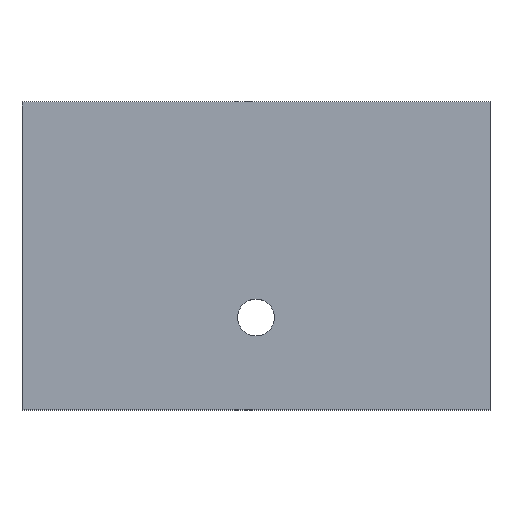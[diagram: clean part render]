
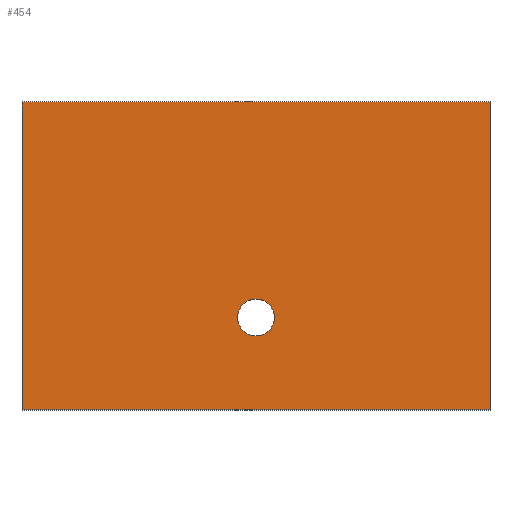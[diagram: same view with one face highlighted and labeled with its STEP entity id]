
A CAD part, top view. The second image highlights one B-rep face of the part: STEP entity #454.
In plain terms, the highlighted planar face has unit normal (0, 0, 1).
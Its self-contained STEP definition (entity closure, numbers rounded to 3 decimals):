
#6 = VERTEX_POINT ( 'NONE', #926 ) ;
#27 = LINE ( 'NONE', #946, #950 ) ;
#74 = VECTOR ( 'NONE', #779, 1000. ) ;
#77 = CARTESIAN_POINT ( 'NONE',  ( -3., -10., 12. ) ) ;
#120 = EDGE_CURVE ( 'NONE', #674, #833, #861, .T. ) ;
#124 = ORIENTED_EDGE ( 'NONE', *, *, #128, .T. ) ;
#127 = VECTOR ( 'NONE', #280, 1000. ) ;
#128 = EDGE_CURVE ( 'NONE', #6, #674, #284, .T. ) ;
#168 = FACE_BOUND ( 'NONE', #863, .T. ) ;
#215 = CARTESIAN_POINT ( 'NONE',  ( -38., 25., 12. ) ) ;
#237 = DIRECTION ( 'NONE',  ( 0., 0., -1. ) ) ;
#255 = DIRECTION ( 'NONE',  ( -1., 0., 0. ) ) ;
#270 = LINE ( 'NONE', #287, #1061 ) ;
#280 = DIRECTION ( 'NONE',  ( 0., -1., 0. ) ) ;
#284 = LINE ( 'NONE', #215, #74 ) ;
#287 = CARTESIAN_POINT ( 'NONE',  ( -38., -25., 12. ) ) ;
#298 = VERTEX_POINT ( 'NONE', #77 ) ;
#302 = DIRECTION ( 'NONE',  ( -1., 0., 0. ) ) ;
#336 = EDGE_LOOP ( 'NONE', ( #341, #124, #560, #390 ) ) ;
#337 = FACE_OUTER_BOUND ( 'NONE', #336, .T. ) ;
#341 = ORIENTED_EDGE ( 'NONE', *, *, #896, .T. ) ;
#390 = ORIENTED_EDGE ( 'NONE', *, *, #1026, .T. ) ;
#397 = CARTESIAN_POINT ( 'NONE',  ( 0., -10., 12. ) ) ;
#454 = ADVANCED_FACE ( 'NONE', ( #168, #337 ), #589, .F. ) ;
#528 = ORIENTED_EDGE ( 'NONE', *, *, #646, .T. ) ;
#552 = CARTESIAN_POINT ( 'NONE',  ( -38., -25., 12. ) ) ;
#555 = DIRECTION ( 'NONE',  ( 0., 0., -1. ) ) ;
#560 = ORIENTED_EDGE ( 'NONE', *, *, #120, .T. ) ;
#575 = AXIS2_PLACEMENT_3D ( 'NONE', #893, #555, #871 ) ;
#589 = PLANE ( 'NONE',  #881 ) ;
#604 = VERTEX_POINT ( 'NONE', #1045 ) ;
#646 = EDGE_CURVE ( 'NONE', #793, #298, #925, .T. ) ;
#657 = AXIS2_PLACEMENT_3D ( 'NONE', #397, #237, #302 ) ;
#674 = VERTEX_POINT ( 'NONE', #948 ) ;
#691 = EDGE_CURVE ( 'NONE', #298, #793, #838, .T. ) ;
#774 = DIRECTION ( 'NONE',  ( 0., 1., 0. ) ) ;
#779 = DIRECTION ( 'NONE',  ( -1., 0., 0. ) ) ;
#793 = VERTEX_POINT ( 'NONE', #969 ) ;
#833 = VERTEX_POINT ( 'NONE', #552 ) ;
#838 = CIRCLE ( 'NONE', #657, 3. ) ;
#861 = LINE ( 'NONE', #867, #127 ) ;
#863 = EDGE_LOOP ( 'NONE', ( #1029, #528 ) ) ;
#867 = CARTESIAN_POINT ( 'NONE',  ( -38., -25., 12. ) ) ;
#871 = DIRECTION ( 'NONE',  ( -1., 0., 0. ) ) ;
#881 = AXIS2_PLACEMENT_3D ( 'NONE', #981, #989, #255 ) ;
#893 = CARTESIAN_POINT ( 'NONE',  ( 0., -10., 12. ) ) ;
#896 = EDGE_CURVE ( 'NONE', #604, #6, #27, .T. ) ;
#925 = CIRCLE ( 'NONE', #575, 3. ) ;
#926 = CARTESIAN_POINT ( 'NONE',  ( 38., 25., 12. ) ) ;
#946 = CARTESIAN_POINT ( 'NONE',  ( 38., -25., 12. ) ) ;
#948 = CARTESIAN_POINT ( 'NONE',  ( -38., 25., 12. ) ) ;
#950 = VECTOR ( 'NONE', #774, 1000. ) ;
#951 = DIRECTION ( 'NONE',  ( 1., 0., 0. ) ) ;
#969 = CARTESIAN_POINT ( 'NONE',  ( 3., -10., 12. ) ) ;
#981 = CARTESIAN_POINT ( 'NONE',  ( 0., 0., 12. ) ) ;
#989 = DIRECTION ( 'NONE',  ( 0., 0., -1. ) ) ;
#1026 = EDGE_CURVE ( 'NONE', #833, #604, #270, .T. ) ;
#1029 = ORIENTED_EDGE ( 'NONE', *, *, #691, .T. ) ;
#1045 = CARTESIAN_POINT ( 'NONE',  ( 38., -25., 12. ) ) ;
#1061 = VECTOR ( 'NONE', #951, 1000. ) ;
